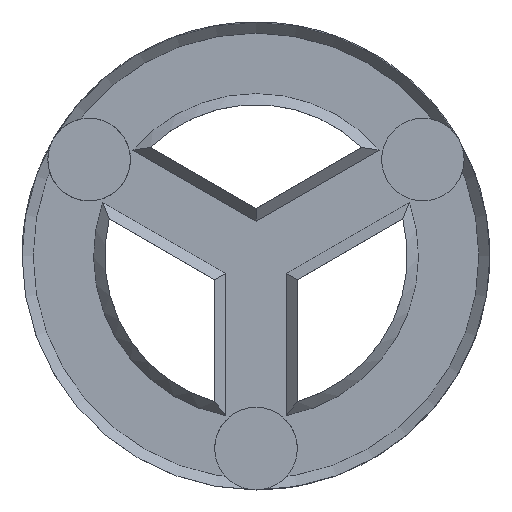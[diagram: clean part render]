
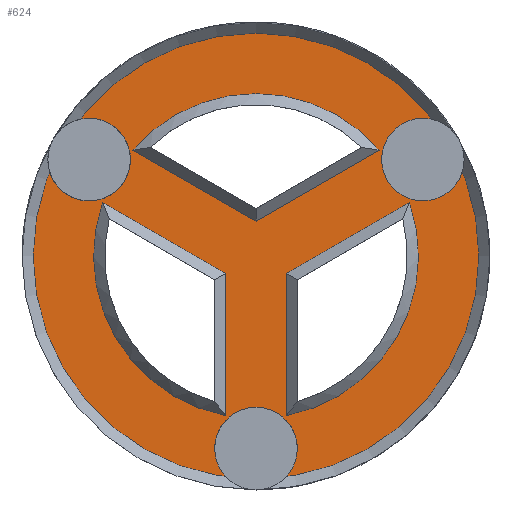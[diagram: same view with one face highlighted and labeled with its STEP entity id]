
A CAD part, top view. The second image highlights one B-rep face of the part: STEP entity #624.
In plain terms, the highlighted planar face has unit normal (0, 0, -1).
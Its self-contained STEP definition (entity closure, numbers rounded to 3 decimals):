
#15=FACE_BOUND('',#200,.T.);
#16=FACE_BOUND('',#201,.T.);
#17=FACE_BOUND('',#202,.T.);
#18=FACE_BOUND('',#203,.T.);
#19=FACE_BOUND('',#204,.T.);
#20=FACE_BOUND('',#205,.T.);
#21=FACE_BOUND('',#206,.T.);
#22=FACE_BOUND('',#207,.T.);
#38=LINE('',#964,#86);
#42=LINE('',#970,#90);
#47=LINE('',#986,#95);
#48=LINE('',#989,#96);
#49=LINE('',#1001,#97);
#50=LINE('',#1004,#98);
#51=LINE('',#1012,#99);
#52=LINE('',#1013,#100);
#86=VECTOR('',#756,10.);
#90=VECTOR('',#762,10.);
#95=VECTOR('',#777,10.);
#96=VECTOR('',#780,10.);
#97=VECTOR('',#791,10.);
#98=VECTOR('',#792,10.);
#99=VECTOR('',#799,10.);
#100=VECTOR('',#800,10.);
#137=PLANE('',#679);
#161=FACE_OUTER_BOUND('',#199,.T.);
#199=EDGE_LOOP('',(#453));
#200=EDGE_LOOP('',(#454,#455,#456));
#201=EDGE_LOOP('',(#457));
#202=EDGE_LOOP('',(#458));
#203=EDGE_LOOP('',(#459));
#204=EDGE_LOOP('',(#460,#461,#462));
#205=EDGE_LOOP('',(#463,#464,#465));
#206=EDGE_LOOP('',(#466,#467,#468));
#207=EDGE_LOOP('',(#469,#470,#471));
#249=CIRCLE('',#672,29.5);
#252=CIRCLE('',#680,40.5);
#253=CIRCLE('',#681,29.5);
#254=CIRCLE('',#682,2.8);
#255=CIRCLE('',#683,2.8);
#256=CIRCLE('',#684,2.8);
#257=CIRCLE('',#685,35.);
#258=CIRCLE('',#686,7.5);
#259=CIRCLE('',#687,7.5);
#260=CIRCLE('',#688,35.);
#261=CIRCLE('',#689,29.5);
#286=VERTEX_POINT('',#948);
#287=VERTEX_POINT('',#949);
#290=VERTEX_POINT('',#963);
#295=VERTEX_POINT('',#982);
#296=VERTEX_POINT('',#984);
#297=VERTEX_POINT('',#985);
#298=VERTEX_POINT('',#987);
#299=VERTEX_POINT('',#990);
#300=VERTEX_POINT('',#992);
#301=VERTEX_POINT('',#994);
#302=VERTEX_POINT('',#996);
#303=VERTEX_POINT('',#997);
#304=VERTEX_POINT('',#999);
#305=VERTEX_POINT('',#1002);
#306=VERTEX_POINT('',#1003);
#307=VERTEX_POINT('',#1005);
#308=VERTEX_POINT('',#1008);
#309=VERTEX_POINT('',#1009);
#310=VERTEX_POINT('',#1011);
#342=EDGE_CURVE('',#286,#287,#249,.T.);
#346=EDGE_CURVE('',#287,#290,#38,.T.);
#350=EDGE_CURVE('',#290,#286,#42,.T.);
#356=EDGE_CURVE('',#295,#295,#252,.T.);
#357=EDGE_CURVE('',#296,#297,#47,.T.);
#358=EDGE_CURVE('',#298,#296,#253,.T.);
#359=EDGE_CURVE('',#297,#298,#48,.T.);
#360=EDGE_CURVE('',#299,#299,#254,.T.);
#361=EDGE_CURVE('',#300,#300,#255,.T.);
#362=EDGE_CURVE('',#301,#301,#256,.T.);
#363=EDGE_CURVE('',#302,#303,#257,.T.);
#364=EDGE_CURVE('',#303,#304,#258,.T.);
#365=EDGE_CURVE('',#304,#302,#49,.T.);
#366=EDGE_CURVE('',#305,#306,#50,.T.);
#367=EDGE_CURVE('',#306,#307,#259,.T.);
#368=EDGE_CURVE('',#307,#305,#260,.T.);
#369=EDGE_CURVE('',#308,#309,#261,.T.);
#370=EDGE_CURVE('',#310,#308,#51,.T.);
#371=EDGE_CURVE('',#309,#310,#52,.T.);
#453=ORIENTED_EDGE('',*,*,#356,.F.);
#454=ORIENTED_EDGE('',*,*,#357,.F.);
#455=ORIENTED_EDGE('',*,*,#358,.F.);
#456=ORIENTED_EDGE('',*,*,#359,.F.);
#457=ORIENTED_EDGE('',*,*,#360,.T.);
#458=ORIENTED_EDGE('',*,*,#361,.T.);
#459=ORIENTED_EDGE('',*,*,#362,.T.);
#460=ORIENTED_EDGE('',*,*,#363,.T.);
#461=ORIENTED_EDGE('',*,*,#364,.T.);
#462=ORIENTED_EDGE('',*,*,#365,.T.);
#463=ORIENTED_EDGE('',*,*,#366,.T.);
#464=ORIENTED_EDGE('',*,*,#367,.T.);
#465=ORIENTED_EDGE('',*,*,#368,.T.);
#466=ORIENTED_EDGE('',*,*,#369,.F.);
#467=ORIENTED_EDGE('',*,*,#370,.F.);
#468=ORIENTED_EDGE('',*,*,#371,.F.);
#469=ORIENTED_EDGE('',*,*,#342,.F.);
#470=ORIENTED_EDGE('',*,*,#350,.F.);
#471=ORIENTED_EDGE('',*,*,#346,.F.);
#624=ADVANCED_FACE('',(#161,#15,#16,#17,#18,#19,#20,#21,#22),#137,.T.);
#672=AXIS2_PLACEMENT_3D('',#950,#750,#751);
#679=AXIS2_PLACEMENT_3D('',#981,#773,#774);
#680=AXIS2_PLACEMENT_3D('',#983,#775,#776);
#681=AXIS2_PLACEMENT_3D('',#988,#778,#779);
#682=AXIS2_PLACEMENT_3D('',#991,#781,#782);
#683=AXIS2_PLACEMENT_3D('',#993,#783,#784);
#684=AXIS2_PLACEMENT_3D('',#995,#785,#786);
#685=AXIS2_PLACEMENT_3D('',#998,#787,#788);
#686=AXIS2_PLACEMENT_3D('',#1000,#789,#790);
#687=AXIS2_PLACEMENT_3D('',#1006,#793,#794);
#688=AXIS2_PLACEMENT_3D('',#1007,#795,#796);
#689=AXIS2_PLACEMENT_3D('',#1010,#797,#798);
#750=DIRECTION('center_axis',(0.,0.,-1.));
#751=DIRECTION('ref_axis',(1.,0.,0.));
#756=DIRECTION('',(-0.866,-0.5,0.));
#762=DIRECTION('',(-0.866,0.5,0.));
#773=DIRECTION('center_axis',(0.,0.,-1.));
#774=DIRECTION('ref_axis',(1.,0.,0.));
#775=DIRECTION('center_axis',(0.,0.,1.));
#776=DIRECTION('ref_axis',(1.,0.,0.));
#777=DIRECTION('',(0.866,-0.5,0.));
#778=DIRECTION('center_axis',(0.,0.,-1.));
#779=DIRECTION('ref_axis',(-1.,0.,0.));
#780=DIRECTION('',(0.,-1.,0.));
#781=DIRECTION('center_axis',(0.,0.,1.));
#782=DIRECTION('ref_axis',(-0.5,-0.866,0.));
#783=DIRECTION('center_axis',(0.,0.,1.));
#784=DIRECTION('ref_axis',(-0.5,0.866,0.));
#785=DIRECTION('center_axis',(0.,0.,1.));
#786=DIRECTION('ref_axis',(1.,0.,0.));
#787=DIRECTION('center_axis',(0.,0.,-1.));
#788=DIRECTION('ref_axis',(1.,0.,0.));
#789=DIRECTION('center_axis',(0.,0.,-1.));
#790=DIRECTION('ref_axis',(1.,0.,0.));
#791=DIRECTION('',(0.,1.,0.));
#792=DIRECTION('',(0.,-1.,0.));
#793=DIRECTION('center_axis',(0.,0.,-1.));
#794=DIRECTION('ref_axis',(1.,0.,0.));
#795=DIRECTION('center_axis',(0.,0.,-1.));
#796=DIRECTION('ref_axis',(1.,0.,0.));
#797=DIRECTION('center_axis',(0.,0.,-1.));
#798=DIRECTION('ref_axis',(1.,0.,0.));
#799=DIRECTION('',(0.866,0.5,0.));
#800=DIRECTION('',(0.,1.,0.));
#948=CARTESIAN_POINT('',(-22.35,19.255,-19.));
#949=CARTESIAN_POINT('',(22.35,19.255,-19.));
#950=CARTESIAN_POINT('Origin',(0.,0.,-19.));
#963=CARTESIAN_POINT('',(0.,6.351,-19.));
#964=CARTESIAN_POINT('',(-7.351,2.107,-19.));
#970=CARTESIAN_POINT('',(-7.453,10.654,-19.));
#981=CARTESIAN_POINT('Origin',(0.,-21.25,-19.));
#982=CARTESIAN_POINT('',(-40.5,0.,-19.));
#983=CARTESIAN_POINT('Origin',(0.,0.,-19.));
#984=CARTESIAN_POINT('',(-27.85,9.728,-19.));
#985=CARTESIAN_POINT('',(-5.5,-3.175,-19.));
#986=CARTESIAN_POINT('',(1.851,-7.419,-19.));
#987=CARTESIAN_POINT('',(-5.5,-28.983,-19.));
#988=CARTESIAN_POINT('Origin',(0.,0.,-19.));
#989=CARTESIAN_POINT('',(-5.5,-27.718,-19.));
#990=CARTESIAN_POINT('',(-28.911,19.925,-19.));
#991=CARTESIAN_POINT('Origin',(-30.311,17.5,-19.));
#992=CARTESIAN_POINT('',(31.711,15.075,-19.));
#993=CARTESIAN_POINT('Origin',(30.311,17.5,-19.));
#994=CARTESIAN_POINT('',(-2.8,-35.,-19.));
#995=CARTESIAN_POINT('Origin',(0.,-35.,-19.));
#996=CARTESIAN_POINT('',(7.5,-34.187,-19.));
#997=CARTESIAN_POINT('',(7.457,-34.196,-19.));
#998=CARTESIAN_POINT('Origin',(0.,0.,-19.));
#999=CARTESIAN_POINT('',(7.5,-35.,-19.));
#1000=CARTESIAN_POINT('Origin',(0.,-35.,-19.));
#1001=CARTESIAN_POINT('',(7.5,0.,-19.));
#1002=CARTESIAN_POINT('',(-7.5,-34.187,-19.));
#1003=CARTESIAN_POINT('',(-7.5,-35.,-19.));
#1004=CARTESIAN_POINT('',(-7.5,0.,-19.));
#1005=CARTESIAN_POINT('',(-7.457,-34.196,-19.));
#1006=CARTESIAN_POINT('Origin',(0.,-35.,-19.));
#1007=CARTESIAN_POINT('Origin',(0.,0.,-19.));
#1008=CARTESIAN_POINT('',(27.85,9.728,-19.));
#1009=CARTESIAN_POINT('',(5.5,-28.983,-19.));
#1010=CARTESIAN_POINT('Origin',(0.,0.,-19.));
#1011=CARTESIAN_POINT('',(5.5,-3.175,-19.));
#1012=CARTESIAN_POINT('',(12.953,1.127,-19.));
#1013=CARTESIAN_POINT('',(5.5,-10.625,-19.));
